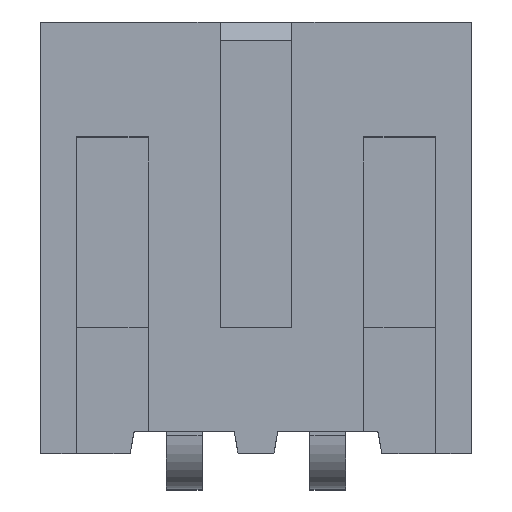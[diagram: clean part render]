
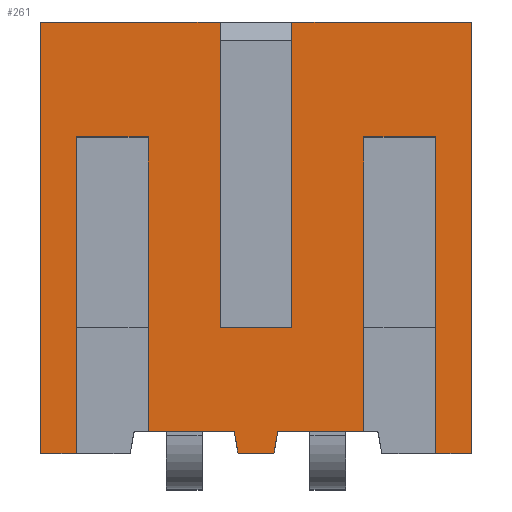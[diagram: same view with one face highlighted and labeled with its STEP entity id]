
A CAD part, top view. The second image highlights one B-rep face of the part: STEP entity #261.
In plain terms, the highlighted planar face has unit normal (0, 0, 1).
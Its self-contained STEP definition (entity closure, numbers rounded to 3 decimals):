
#261=ADVANCED_FACE('',(#814),#816,.T.);
#814=FACE_BOUND('',#815,.T.);
#815=EDGE_LOOP('',(#1248,#1249,#1250,#1251,#1252,#1253,#1254,#1255,#1256,#1257,#1258,
#1259,#1260,#1261,#1262,#1263,#1264,#1265,#1266,#1267));
#816=PLANE('',#817);
#817=AXIS2_PLACEMENT_3D('',#818,#819,#820);
#818=CARTESIAN_POINT('',(-4.,0.25,4.8));
#819=DIRECTION('',(0.,0.,1.));
#820=DIRECTION('',(1.,0.,0.));
#1248=ORIENTED_EDGE('',*,*,#1560,.T.);
#1249=ORIENTED_EDGE('',*,*,#1585,.T.);
#1250=ORIENTED_EDGE('',*,*,#1590,.T.);
#1251=ORIENTED_EDGE('',*,*,#1591,.T.);
#1252=ORIENTED_EDGE('',*,*,#1592,.T.);
#1253=ORIENTED_EDGE('',*,*,#1593,.T.);
#1254=ORIENTED_EDGE('',*,*,#1594,.T.);
#1255=ORIENTED_EDGE('',*,*,#1595,.T.);
#1256=ORIENTED_EDGE('',*,*,#1596,.T.);
#1257=ORIENTED_EDGE('',*,*,#1597,.F.);
#1258=ORIENTED_EDGE('',*,*,#1598,.T.);
#1259=ORIENTED_EDGE('',*,*,#1599,.T.);
#1260=ORIENTED_EDGE('',*,*,#1600,.T.);
#1261=ORIENTED_EDGE('',*,*,#1601,.F.);
#1262=ORIENTED_EDGE('',*,*,#1602,.F.);
#1263=ORIENTED_EDGE('',*,*,#1588,.T.);
#1264=ORIENTED_EDGE('',*,*,#1603,.T.);
#1265=ORIENTED_EDGE('',*,*,#1604,.T.);
#1266=ORIENTED_EDGE('',*,*,#1605,.T.);
#1267=ORIENTED_EDGE('',*,*,#1581,.T.);
#1560=EDGE_CURVE('',#1737,#1738,#1739,.F.);
#1581=EDGE_CURVE('',#1776,#1737,#1777,.F.);
#1585=EDGE_CURVE('',#1738,#1781,#1783,.T.);
#1588=EDGE_CURVE('',#1788,#1786,#1789,.T.);
#1590=EDGE_CURVE('',#1781,#1791,#1792,.F.);
#1591=EDGE_CURVE('',#1791,#1793,#1794,.F.);
#1592=EDGE_CURVE('',#1793,#1795,#1796,.F.);
#1593=EDGE_CURVE('',#1795,#1797,#1798,.F.);
#1594=EDGE_CURVE('',#1797,#1799,#1800,.F.);
#1595=EDGE_CURVE('',#1799,#1801,#1802,.T.);
#1596=EDGE_CURVE('',#1801,#1803,#1804,.T.);
#1597=EDGE_CURVE('',#1805,#1803,#1806,.T.);
#1598=EDGE_CURVE('',#1805,#1807,#1808,.F.);
#1599=EDGE_CURVE('',#1807,#1809,#1810,.F.);
#1600=EDGE_CURVE('',#1809,#1811,#1812,.F.);
#1601=EDGE_CURVE('',#1813,#1811,#1814,.T.);
#1602=EDGE_CURVE('',#1788,#1813,#1815,.T.);
#1603=EDGE_CURVE('',#1786,#1816,#1817,.F.);
#1604=EDGE_CURVE('',#1816,#1818,#1819,.F.);
#1605=EDGE_CURVE('',#1818,#1776,#1820,.F.);
#1737=VERTEX_POINT('',#2028);
#1738=VERTEX_POINT('',#2029);
#1739=LINE('',#2030,#2031);
#1776=VERTEX_POINT('',#2109);
#1777=LINE('',#2110,#2111);
#1781=VERTEX_POINT('',#2120);
#1783=LINE('',#2124,#2125);
#1786=VERTEX_POINT('',#2131);
#1788=VERTEX_POINT('',#2135);
#1789=LINE('',#2136,#2137);
#1791=VERTEX_POINT('',#2142);
#1792=LINE('',#2143,#2144);
#1793=VERTEX_POINT('',#2146);
#1794=LINE('',#2147,#2148);
#1795=VERTEX_POINT('',#2150);
#1796=LINE('',#2151,#2152);
#1797=VERTEX_POINT('',#2154);
#1798=LINE('',#2155,#2156);
#1799=VERTEX_POINT('',#2158);
#1800=LINE('',#2159,#2160);
#1801=VERTEX_POINT('',#2162);
#1802=LINE('',#2163,#2164);
#1803=VERTEX_POINT('',#2166);
#1804=LINE('',#2167,#2168);
#1805=VERTEX_POINT('',#2170);
#1806=LINE('',#2171,#2172);
#1807=VERTEX_POINT('',#2174);
#1808=LINE('',#2175,#2176);
#1809=VERTEX_POINT('',#2178);
#1810=LINE('',#2179,#2180);
#1811=VERTEX_POINT('',#2182);
#1812=LINE('',#2183,#2184);
#1813=VERTEX_POINT('',#2186);
#1814=LINE('',#2187,#2188);
#1815=LINE('',#2190,#2191);
#1816=VERTEX_POINT('',#2193);
#1817=LINE('',#2194,#2195);
#1818=VERTEX_POINT('',#2197);
#1819=LINE('',#2198,#2199);
#1820=LINE('',#2201,#2202);
#2028=CARTESIAN_POINT('',(-1.303,0.55,4.8));
#2029=CARTESIAN_POINT('',(-1.25,0.25,4.8));
#2030=CARTESIAN_POINT('',(-1.25,0.25,4.8));
#2031=VECTOR('',#2032,1.);
#2032=DIRECTION('',(-0.174,0.985,0.));
#2109=CARTESIAN_POINT('',(-2.5,0.55,4.8));
#2110=CARTESIAN_POINT('',(-1.303,0.55,4.8));
#2111=VECTOR('',#2112,1.);
#2112=DIRECTION('',(-1.,0.,0.));
#2120=CARTESIAN_POINT('',(-0.75,0.25,4.8));
#2124=CARTESIAN_POINT('',(-1.25,0.25,4.8));
#2125=VECTOR('',#2126,1.);
#2126=DIRECTION('',(1.,0.,0.));
#2131=CARTESIAN_POINT('',(-3.5,0.25,4.8));
#2135=CARTESIAN_POINT('',(-4.,0.25,4.8));
#2136=CARTESIAN_POINT('',(-4.,0.25,4.8));
#2137=VECTOR('',#2138,1.);
#2138=DIRECTION('',(1.,0.,0.));
#2142=CARTESIAN_POINT('',(-0.697,0.55,4.8));
#2143=CARTESIAN_POINT('',(-0.697,0.55,4.8));
#2144=VECTOR('',#2145,1.);
#2145=DIRECTION('',(-0.174,-0.985,0.));
#2146=CARTESIAN_POINT('',(0.5,0.55,4.8));
#2147=CARTESIAN_POINT('',(0.5,0.55,4.8));
#2148=VECTOR('',#2149,1.);
#2149=DIRECTION('',(-1.,0.,0.));
#2150=CARTESIAN_POINT('',(0.5,4.65,4.8));
#2151=CARTESIAN_POINT('',(0.5,4.65,4.8));
#2152=VECTOR('',#2153,1.);
#2153=DIRECTION('',(0.,-1.,0.));
#2154=CARTESIAN_POINT('',(1.5,4.65,4.8));
#2155=CARTESIAN_POINT('',(1.5,4.65,4.8));
#2156=VECTOR('',#2157,1.);
#2157=DIRECTION('',(-1.,0.,0.));
#2158=CARTESIAN_POINT('',(1.5,0.25,4.8));
#2159=CARTESIAN_POINT('',(1.5,0.25,4.8));
#2160=VECTOR('',#2161,1.);
#2161=DIRECTION('',(0.,1.,0.));
#2162=CARTESIAN_POINT('',(2.,0.25,4.8));
#2163=CARTESIAN_POINT('',(1.5,0.25,4.8));
#2164=VECTOR('',#2165,1.);
#2165=DIRECTION('',(1.,0.,0.));
#2166=CARTESIAN_POINT('',(2.,6.25,4.8));
#2167=CARTESIAN_POINT('',(2.,0.25,4.8));
#2168=VECTOR('',#2169,1.);
#2169=DIRECTION('',(0.,1.,0.));
#2170=CARTESIAN_POINT('',(-0.5,6.25,4.8));
#2171=CARTESIAN_POINT('',(-0.5,6.25,4.8));
#2172=VECTOR('',#2173,1.);
#2173=DIRECTION('',(1.,0.,0.));
#2174=CARTESIAN_POINT('',(-0.5,2.,4.8));
#2175=CARTESIAN_POINT('',(-0.5,2.,4.8));
#2176=VECTOR('',#2177,1.);
#2177=DIRECTION('',(0.,1.,0.));
#2178=CARTESIAN_POINT('',(-1.5,2.,4.8));
#2179=CARTESIAN_POINT('',(-1.5,2.,4.8));
#2180=VECTOR('',#2181,1.);
#2181=DIRECTION('',(1.,0.,0.));
#2182=CARTESIAN_POINT('',(-1.5,6.25,4.8));
#2183=CARTESIAN_POINT('',(-1.5,6.25,4.8));
#2184=VECTOR('',#2185,1.);
#2185=DIRECTION('',(0.,-1.,0.));
#2186=CARTESIAN_POINT('',(-4.,6.25,4.8));
#2187=CARTESIAN_POINT('',(-4.,6.25,4.8));
#2188=VECTOR('',#2189,1.);
#2189=DIRECTION('',(1.,0.,0.));
#2190=CARTESIAN_POINT('',(-4.,0.25,4.8));
#2191=VECTOR('',#2192,1.);
#2192=DIRECTION('',(0.,1.,0.));
#2193=CARTESIAN_POINT('',(-3.5,4.65,4.8));
#2194=CARTESIAN_POINT('',(-3.5,4.65,4.8));
#2195=VECTOR('',#2196,1.);
#2196=DIRECTION('',(0.,-1.,0.));
#2197=CARTESIAN_POINT('',(-2.5,4.65,4.8));
#2198=CARTESIAN_POINT('',(-2.5,4.65,4.8));
#2199=VECTOR('',#2200,1.);
#2200=DIRECTION('',(-1.,0.,0.));
#2201=CARTESIAN_POINT('',(-2.5,0.55,4.8));
#2202=VECTOR('',#2203,1.);
#2203=DIRECTION('',(0.,1.,0.));
